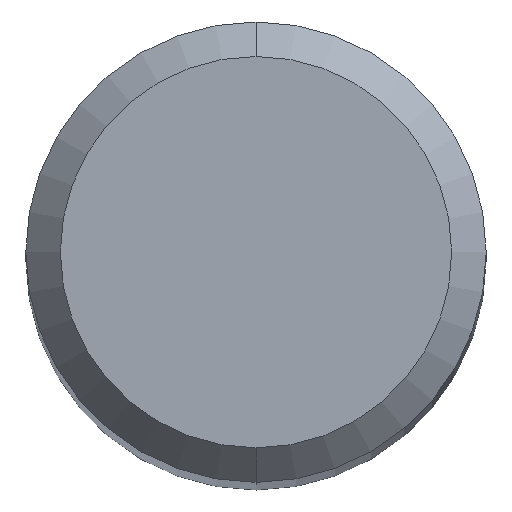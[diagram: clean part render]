
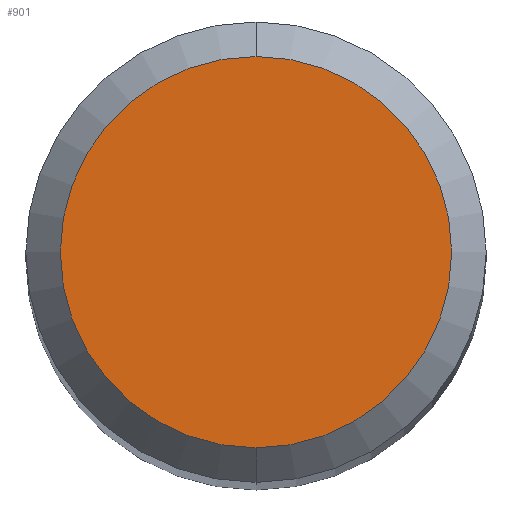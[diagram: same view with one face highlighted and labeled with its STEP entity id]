
A CAD part, top view. The second image highlights one B-rep face of the part: STEP entity #901.
In plain terms, the highlighted planar face has unit normal (0, 0, 1).
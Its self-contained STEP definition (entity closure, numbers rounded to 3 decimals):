
#499=VERTEX_POINT('',#1376);
#659=VERTEX_POINT('',#1554);
#901=ADVANCED_FACE('',(#1814),#1815,.T.);
#1053=EDGE_CURVE('',#499,#659,#1975,.T.);
#1081=EDGE_CURVE('',#659,#499,#2005,.T.);
#1376=CARTESIAN_POINT('',(0.,-1.7,0.0));
#1554=CARTESIAN_POINT('',(0.0,1.7,0.0));
#1814=FACE_OUTER_BOUND('',#4780,.T.);
#1815=PLANE('',#4781);
#1975=CIRCLE('',#5405,1.7);
#2005=CIRCLE('',#5478,1.7);
#4780=EDGE_LOOP('',(#7120,#7121));
#4781=AXIS2_PLACEMENT_3D('',#7122,#7123,#7124);
#5405=AXIS2_PLACEMENT_3D('',#7247,#7248,#7249);
#5478=AXIS2_PLACEMENT_3D('',#7288,#7289,#7290);
#7120=ORIENTED_EDGE('',*,*,#1081,.F.);
#7121=ORIENTED_EDGE('',*,*,#1053,.F.);
#7122=CARTESIAN_POINT('',(0.0,0.85,0.0));
#7123=DIRECTION('',(-0.0,0.0,1.0));
#7124=DIRECTION('',(0.0,-1.0,0.0));
#7247=CARTESIAN_POINT('',(0.0,0.0,0.0));
#7248=DIRECTION('',(0.0,0.0,-1.0));
#7249=DIRECTION('',(0.0,1.0,0.0));
#7288=CARTESIAN_POINT('',(0.0,0.0,0.0));
#7289=DIRECTION('',(0.0,0.0,-1.0));
#7290=DIRECTION('',(0.0,1.0,0.0));
